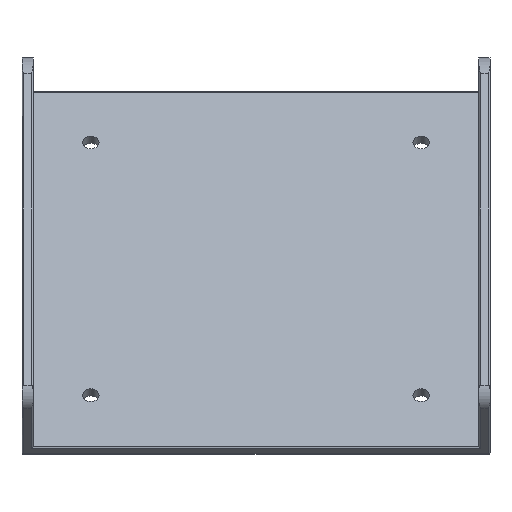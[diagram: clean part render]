
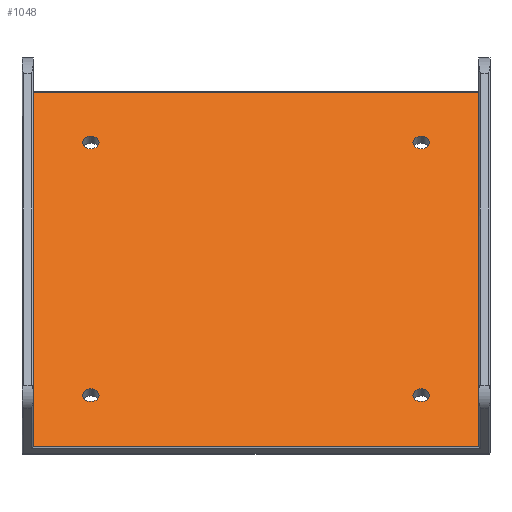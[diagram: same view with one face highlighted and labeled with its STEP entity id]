
A CAD part, top view. The second image highlights one B-rep face of the part: STEP entity #1048.
In plain terms, the highlighted planar face has unit normal (0, 0.643, 0.766).
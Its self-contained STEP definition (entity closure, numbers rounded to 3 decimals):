
#23=FACE_BOUND('',#193,.T.);
#24=FACE_BOUND('',#194,.T.);
#25=FACE_BOUND('',#195,.T.);
#26=FACE_BOUND('',#196,.T.);
#59=CIRCLE('',#1125,1.5);
#60=CIRCLE('',#1126,1.5);
#61=CIRCLE('',#1127,1.5);
#62=CIRCLE('',#1128,1.5);
#119=PLANE('',#1124);
#132=FACE_OUTER_BOUND('',#192,.T.);
#192=EDGE_LOOP('',(#709,#710,#711,#712));
#193=EDGE_LOOP('',(#713));
#194=EDGE_LOOP('',(#714));
#195=EDGE_LOOP('',(#715));
#196=EDGE_LOOP('',(#716));
#318=LINE('',#1606,#384);
#319=LINE('',#1609,#385);
#320=LINE('',#1611,#386);
#321=LINE('',#1612,#387);
#384=VECTOR('',#1256,10.);
#385=VECTOR('',#1259,10.);
#386=VECTOR('',#1260,10.);
#387=VECTOR('',#1261,10.);
#445=VERTEX_POINT('',#1549);
#454=VERTEX_POINT('',#1601);
#455=VERTEX_POINT('',#1608);
#456=VERTEX_POINT('',#1610);
#457=VERTEX_POINT('',#1613);
#458=VERTEX_POINT('',#1615);
#459=VERTEX_POINT('',#1617);
#460=VERTEX_POINT('',#1619);
#552=EDGE_CURVE('',#454,#445,#318,.T.);
#553=EDGE_CURVE('',#455,#454,#319,.T.);
#554=EDGE_CURVE('',#456,#455,#320,.T.);
#555=EDGE_CURVE('',#445,#456,#321,.T.);
#556=EDGE_CURVE('',#457,#457,#59,.T.);
#557=EDGE_CURVE('',#458,#458,#60,.T.);
#558=EDGE_CURVE('',#459,#459,#61,.T.);
#559=EDGE_CURVE('',#460,#460,#62,.T.);
#709=ORIENTED_EDGE('',*,*,#552,.F.);
#710=ORIENTED_EDGE('',*,*,#553,.F.);
#711=ORIENTED_EDGE('',*,*,#554,.F.);
#712=ORIENTED_EDGE('',*,*,#555,.F.);
#713=ORIENTED_EDGE('',*,*,#556,.T.);
#714=ORIENTED_EDGE('',*,*,#557,.T.);
#715=ORIENTED_EDGE('',*,*,#558,.T.);
#716=ORIENTED_EDGE('',*,*,#559,.T.);
#1048=ADVANCED_FACE('',(#132,#23,#24,#25,#26),#119,.T.);
#1124=AXIS2_PLACEMENT_3D('',#1607,#1257,#1258);
#1125=AXIS2_PLACEMENT_3D('',#1614,#1262,#1263);
#1126=AXIS2_PLACEMENT_3D('',#1616,#1264,#1265);
#1127=AXIS2_PLACEMENT_3D('',#1618,#1266,#1267);
#1128=AXIS2_PLACEMENT_3D('',#1620,#1268,#1269);
#1256=DIRECTION('',(1.,0.,0.));
#1257=DIRECTION('center_axis',(0.,0.643,0.766));
#1258=DIRECTION('ref_axis',(0.,-0.766,0.643));
#1259=DIRECTION('',(0.,0.766,-0.643));
#1260=DIRECTION('',(-1.,0.,0.));
#1261=DIRECTION('',(0.,-0.766,0.643));
#1262=DIRECTION('center_axis',(0.,-0.643,-0.766));
#1263=DIRECTION('ref_axis',(1.,0.,0.));
#1264=DIRECTION('center_axis',(0.,-0.643,-0.766));
#1265=DIRECTION('ref_axis',(1.,0.,0.));
#1266=DIRECTION('center_axis',(0.,-0.643,-0.766));
#1267=DIRECTION('ref_axis',(1.,0.,0.));
#1268=DIRECTION('center_axis',(0.,-0.643,-0.766));
#1269=DIRECTION('ref_axis',(1.,0.,0.));
#1549=CARTESIAN_POINT('',(80.,3.648,-301.546));
#1601=CARTESIAN_POINT('',(-1.,3.648,-301.546));
#1606=CARTESIAN_POINT('',(60.75,3.648,-301.546));
#1607=CARTESIAN_POINT('Origin',(39.5,-28.449,-274.613));
#1608=CARTESIAN_POINT('',(-1.,-60.777,-247.488));
#1609=CARTESIAN_POINT('',(-1.,-44.728,-260.954));
#1610=CARTESIAN_POINT('',(80.,-60.777,-247.488));
#1611=CARTESIAN_POINT('',(18.25,-60.777,-247.488));
#1612=CARTESIAN_POINT('',(80.,-12.171,-288.272));
#1613=CARTESIAN_POINT('',(8.,-51.431,-255.33));
#1614=CARTESIAN_POINT('Origin',(9.5,-51.431,-255.33));
#1615=CARTESIAN_POINT('',(68.,-5.468,-293.897));
#1616=CARTESIAN_POINT('Origin',(69.5,-5.468,-293.897));
#1617=CARTESIAN_POINT('',(8.,-5.468,-293.897));
#1618=CARTESIAN_POINT('Origin',(9.5,-5.468,-293.897));
#1619=CARTESIAN_POINT('',(68.,-51.431,-255.33));
#1620=CARTESIAN_POINT('Origin',(69.5,-51.431,-255.33));
